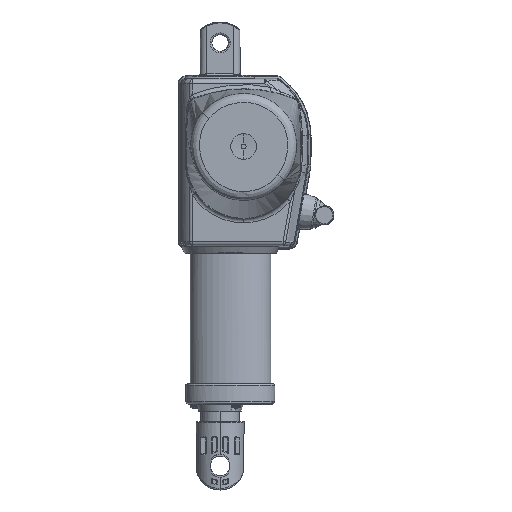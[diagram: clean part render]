
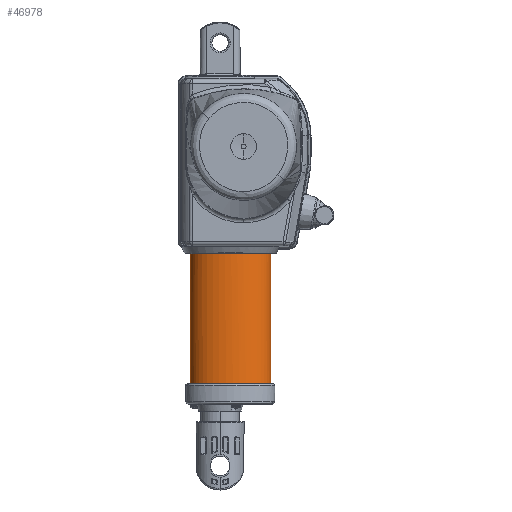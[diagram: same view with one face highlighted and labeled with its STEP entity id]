
A CAD part, front view. The second image highlights one B-rep face of the part: STEP entity #46978.
In plain terms, the highlighted free-form (B-spline) face has degree [3, 1] with [4, 2] control points.
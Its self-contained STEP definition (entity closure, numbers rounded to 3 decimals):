
#216 = CARTESIAN_POINT ( 'NONE',  ( -16.06, -6.92, -74.079 ) ) ;
#379 = CARTESIAN_POINT ( 'NONE',  ( -18.5, 0., -74.2 ) ) ;
#548 = CARTESIAN_POINT ( 'NONE',  ( -2.245, -14.996, -73.938 ) ) ;
#1078 = VECTOR ( 'NONE', #41998, 1000. ) ;
#1615 = CARTESIAN_POINT ( 'NONE',  ( -16.459, -6.363, -74.089 ) ) ;
#1788 = CARTESIAN_POINT ( 'NONE',  ( 30.961, -3.321, -74.142 ) ) ;
#2350 = LINE ( 'NONE', #18205, #1078 ) ;
#2359 = CARTESIAN_POINT ( 'NONE',  ( -13.745, -9.404, -74.035 ) ) ;
#2588 = CARTESIAN_POINT ( 'NONE',  ( 31.235, -2.345, -74.159 ) ) ;
#2763 = CARTESIAN_POINT ( 'NONE',  ( 31.5, 0., -74.2 ) ) ;
#2879 = CARTESIAN_POINT ( 'NONE',  ( 21.654, -12.735, -73.977 ) ) ;
#3094 = CARTESIAN_POINT ( 'NONE',  ( -18.5, -0.684, -74.188 ) ) ;
#3898 = CARTESIAN_POINT ( 'NONE',  ( 22.86, -12.109, -73.988 ) ) ;
#4243 = CARTESIAN_POINT ( 'NONE',  ( -17.462, -4.609, -74.119 ) ) ;
#4288 = CARTESIAN_POINT ( 'NONE',  ( 31.5, -32., -73.433 ) ) ;
#4482 = EDGE_CURVE ( 'NONE', #39201, #21319, #39346, .T. ) ;
#4571 = CARTESIAN_POINT ( 'NONE',  ( 13.27, -15.428, -73.93 ) ) ;
#4917 = CARTESIAN_POINT ( 'NONE',  ( -4.862, -14.26, -73.951 ) ) ;
#5093 = CARTESIAN_POINT ( 'NONE',  ( 9.224, -15.929, -73.922 ) ) ;
#6743 = CARTESIAN_POINT ( 'NONE',  ( -14.731, -8.467, -74.052 ) ) ;
#8246 = CARTESIAN_POINT ( 'NONE',  ( -18.5, -32., -73.433 ) ) ;
#9415 = CARTESIAN_POINT ( 'NONE',  ( -17.95, -3.353, -74.141 ) ) ;
#11131 = ORIENTED_EDGE ( 'NONE', *, *, #33330, .F. ) ;
#12239 = CARTESIAN_POINT ( 'NONE',  ( -18.5, 0., -73.433 ) ) ;
#14104 = EDGE_CURVE ( 'NONE', #16714, #40455, #36144, .T. ) ;
#14108 = CARTESIAN_POINT ( 'NONE',  ( -18.5, 0., -155.026 ) ) ;
#14662 = CARTESIAN_POINT ( 'NONE',  ( 1.09, -15.645, -73.927 ) ) ;
#16513 = CARTESIAN_POINT ( 'NONE',  ( 29.069, -6.908, -74.079 ) ) ;
#16714 = VERTEX_POINT ( 'NONE', #2763 ) ;
#16859 = CARTESIAN_POINT ( 'NONE',  ( -18.5, -32., -155.026 ) ) ;
#16905 = CARTESIAN_POINT ( 'NONE',  ( 31.5, -32., -155.026 ) ) ;
#16992 = ORIENTED_EDGE ( 'NONE', *, *, #4482, .F. ) ;
#17330 = FACE_OUTER_BOUND ( 'NONE', #21516, .T. ) ;
#18205 = CARTESIAN_POINT ( 'NONE',  ( -18.5, 0., -163.977 ) ) ;
#18307 = CARTESIAN_POINT ( 'NONE',  ( 11.927, -15.643, -73.927 ) ) ;
#18812 = CARTESIAN_POINT ( 'NONE',  ( 31.154, -2.673, -74.153 ) ) ;
#18858 = CARTESIAN_POINT ( 'NONE',  ( 30.165, -5.195, -74.109 ) ) ;
#19646 = CARTESIAN_POINT ( 'NONE',  ( -11.587, -11.058, -74.007 ) ) ;
#21319 = VERTEX_POINT ( 'NONE', #34850 ) ;
#21367 = CARTESIAN_POINT ( 'NONE',  ( -13.227, -9.843, -74.028 ) ) ;
#21516 = EDGE_LOOP ( 'NONE', ( #16992, #47139, #27883, #11131 ) ) ;
#22287 = CARTESIAN_POINT ( 'NONE',  ( 3.791, -15.93, -73.922 ) ) ;
#22624 = CARTESIAN_POINT ( 'NONE',  ( 19.788, -13.561, -73.963 ) ) ;
#22956 = CARTESIAN_POINT ( 'NONE',  ( -17.838, -3.672, -74.136 ) ) ;
#23125 = CARTESIAN_POINT ( 'NONE',  ( 7.868, -16., -73.92 ) ) ;
#23729 = CARTESIAN_POINT ( 'NONE',  ( 31.5, 0., -163.977 ) ) ;
#23993 = CARTESIAN_POINT ( 'NONE',  ( 29.466, -6.352, -74.089 ) ) ;
#24047 = CARTESIAN_POINT ( 'NONE',  ( 31.5, 0., -155.026 ) ) ;
#25705 = CARTESIAN_POINT ( 'NONE',  ( 31.5, 0., -155.026 ) ) ;
#26294 = CARTESIAN_POINT ( 'NONE',  ( -17.158, -5.208, -74.109 ) ) ;
#26846 = CARTESIAN_POINT ( 'NONE',  ( 24.601, -11.048, -74.007 ) ) ;
#27883 = ORIENTED_EDGE ( 'NONE', *, *, #14104, .T. ) ;
#28030 = CARTESIAN_POINT ( 'NONE',  ( 31.5, -32., -155.026 ) ) ;
#28663 = CARTESIAN_POINT ( 'NONE',  ( -0.256, -15.431, -73.93 ) ) ;
#29356 = CARTESIAN_POINT ( 'NONE',  ( -6.784, -13.587, -73.962 ) ) ;
#30114 = CARTESIAN_POINT ( 'NONE',  ( -8.036, -13.056, -73.972 ) ) ;
#31281 = CARTESIAN_POINT ( 'NONE',  ( 31.5, 0., -74.2 ) ) ;
#32024 = CARTESIAN_POINT ( 'NONE',  ( -18.5, -32., -155.026 ) ) ;
#32324 = EDGE_CURVE ( 'NONE', #39201, #16714, #34056, .T. ) ;
#33330 = EDGE_CURVE ( 'NONE', #21319, #40455, #2350, .T. ) ;
#34056 = LINE ( 'NONE', #23729, #44617 ) ;
#34268 = CARTESIAN_POINT ( 'NONE',  ( -12.148, -10.67, -74.013 ) ) ;
#34850 = CARTESIAN_POINT ( 'NONE',  ( -18.5, 0., -155.026 ) ) ;
#35002 = CARTESIAN_POINT ( 'NONE',  ( 27.776, -8.485, -74.052 ) ) ;
#35792 = CARTESIAN_POINT ( 'NONE',  ( 23.45, -11.773, -73.994 ) ) ;
#36012 = CARTESIAN_POINT ( 'NONE',  ( -18.5, 0., -155.026 ) ) ;
#36144 = B_SPLINE_CURVE_WITH_KNOTS ( 'NONE', 3,
 ( #31281, #49948, #43962, #2588, #18812, #1788, #44299, #46663, #18858, #23993, #16513, #35002, #46096, #47827, #26846, #35792, #3898, #2879, #40454, #22624, #42923, #45004, #48505, #4571, #18307, #5093, #23125, #46311, #22287, #14662, #28663, #548, #40989, #38273, #4917, #29356, #30114, #36811, #51334, #19646, #34268, #21367, #2359, #6743, #38447, #216, #1615, #26294, #4243, #22956, #9415, #46439, #48170, #42591, #3094, #379 ),
 .UNSPECIFIED., .F., .F.,
 ( 4, 2, 2, 2, 2, 2, 2, 2, 2, 2, 2, 2, 2, 2, 2, 2, 2, 2, 2, 2, 2, 2, 2, 2, 2, 2, 2, 4 ),
 ( 0., 0.002, 0.003, 0.004, 0.006, 0.008, 0.012, 0.014, 0.016, 0.018, 0.02, 0.024, 0.028, 0.032, 0.036, 0.04, 0.042, 0.044, 0.048, 0.05, 0.052, 0.055, 0.057, 0.059, 0.061, 0.062, 0.063, 0.065 ),
 .UNSPECIFIED. ) ;
#36252 = CARTESIAN_POINT ( 'NONE',  ( 31.5, 0., -155.026 ) ) ;
#36811 = CARTESIAN_POINT ( 'NONE',  ( -9.847, -12.116, -73.988 ) ) ;
#38273 = CARTESIAN_POINT ( 'NONE',  ( -4.212, -14.464, -73.947 ) ) ;
#38447 = CARTESIAN_POINT ( 'NONE',  ( -15.198, -7.97, -74.061 ) ) ;
#39201 = VERTEX_POINT ( 'NONE', #36252 ) ;
#39346 =( BOUNDED_CURVE ( )  B_SPLINE_CURVE ( 3, ( #25705, #16905, #16859, #14108 ),
 .UNSPECIFIED., .F., .T. ) 
 B_SPLINE_CURVE_WITH_KNOTS ( ( 4, 4 ),
 ( 3.142, 6.283 ),
 .UNSPECIFIED. ) 
 CURVE ( )  GEOMETRIC_REPRESENTATION_ITEM ( )  RATIONAL_B_SPLINE_CURVE ( ( 1., 0.333, 0.333, 1. ) ) 
 REPRESENTATION_ITEM ( '' )  );
#40454 = CARTESIAN_POINT ( 'NONE',  ( 21.037, -13.026, -73.972 ) ) ;
#40455 = VERTEX_POINT ( 'NONE', #45706 ) ;
#40989 = CARTESIAN_POINT ( 'NONE',  ( -2.904, -14.832, -73.941 ) ) ;
#41998 = DIRECTION ( 'NONE',  ( 0., 0., 1. ) ) ;
#42591 = CARTESIAN_POINT ( 'NONE',  ( -18.431, -1.366, -74.176 ) ) ;
#42923 = CARTESIAN_POINT ( 'NONE',  ( 19.156, -13.806, -73.959 ) ) ;
#43962 = CARTESIAN_POINT ( 'NONE',  ( 31.432, -1.355, -74.176 ) ) ;
#44299 = CARTESIAN_POINT ( 'NONE',  ( 30.848, -3.645, -74.136 ) ) ;
#44617 = VECTOR ( 'NONE', #51601, 1000. ) ;
#45004 = CARTESIAN_POINT ( 'NONE',  ( 17.236, -14.48, -73.947 ) ) ;
#45706 = CARTESIAN_POINT ( 'NONE',  ( -18.5, 0., -74.2 ) ) ;
#46096 = CARTESIAN_POINT ( 'NONE',  ( 26.776, -9.421, -74.035 ) ) ;
#46311 = CARTESIAN_POINT ( 'NONE',  ( 5.149, -16., -73.92 ) ) ;
#46439 = CARTESIAN_POINT ( 'NONE',  ( -18.146, -2.702, -74.152 ) ) ;
#46663 = CARTESIAN_POINT ( 'NONE',  ( 30.47, -4.592, -74.119 ) ) ;
#46978 = ADVANCED_FACE ( 'NONE', ( #17330 ), #48022, .F. ) ;
#47139 = ORIENTED_EDGE ( 'NONE', *, *, #32324, .T. ) ;
#47827 = CARTESIAN_POINT ( 'NONE',  ( 25.161, -10.661, -74.014 ) ) ;
#47871 = CARTESIAN_POINT ( 'NONE',  ( 31.5, 0., -73.433 ) ) ;
#48022 =( BOUNDED_SURFACE ( )  B_SPLINE_SURFACE ( 3, 1, ( 
 ( #24047, #47871 ),
 ( #28030, #4288 ),
 ( #32024, #8246 ),
 ( #36012, #12239 ) ),
 .UNSPECIFIED., .F., .F., .T. ) 
 B_SPLINE_SURFACE_WITH_KNOTS ( ( 4, 4 ),
 ( 2, 2 ),
 ( 0., 1. ),
 ( 0., 1. ),
 .UNSPECIFIED. ) 
 GEOMETRIC_REPRESENTATION_ITEM ( )  RATIONAL_B_SPLINE_SURFACE ( (
 ( 1., 1.),
 ( 0.333, 0.333),
 ( 0.333, 0.333),
 ( 1., 1.) ) ) 
 REPRESENTATION_ITEM ( '' )  SURFACE ( )  );
#48170 = CARTESIAN_POINT ( 'NONE',  ( -18.23, -2.369, -74.158 ) ) ;
#48505 = CARTESIAN_POINT ( 'NONE',  ( 15.923, -14.847, -73.94 ) ) ;
#49948 = CARTESIAN_POINT ( 'NONE',  ( 31.5, -0.684, -74.188 ) ) ;
#51334 = CARTESIAN_POINT ( 'NONE',  ( -10.437, -11.78, -73.994 ) ) ;
#51601 = DIRECTION ( 'NONE',  ( 0., 0., 1. ) ) ;
